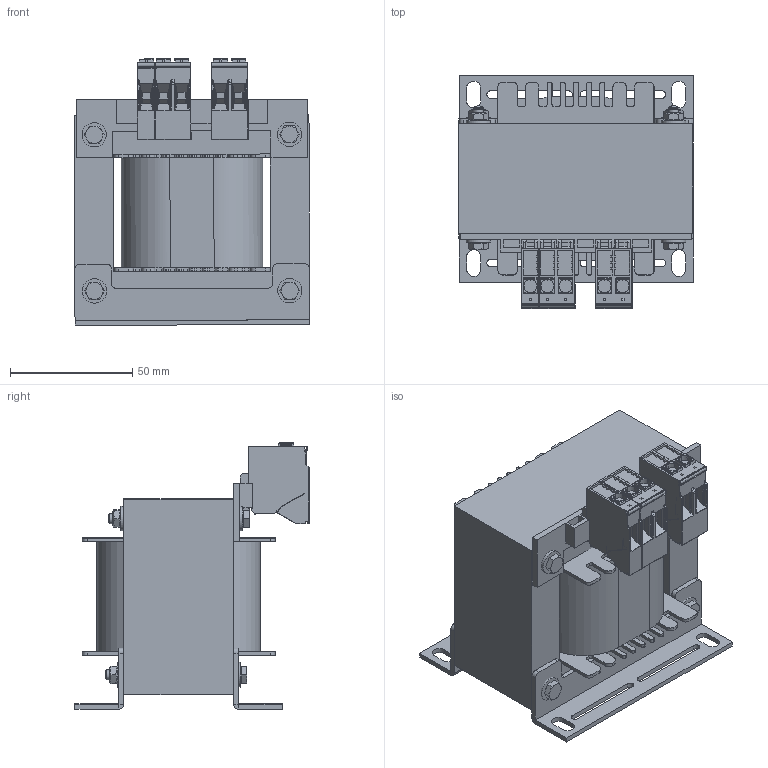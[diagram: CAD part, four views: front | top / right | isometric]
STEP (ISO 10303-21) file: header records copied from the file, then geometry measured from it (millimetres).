
FILE_DESCRIPTION(/* description */ (''),/* implementation_level */ '2;1');
FILE_NAME(/* name */ 'TNA01203200.stp',/* time_stamp */ '2023-09-05T12:44:41+02:00',/* author */ ('velazquez'),/* organization */ (''),/* preprocessor_version */ 'ST-DEVELOPER v19.2',/* originating_system */ 'Autodesk Inventor 2023',/* authorisation */ '');
FILE_SCHEMA (('AUTOMOTIVE_DESIGN { 1 0 10303 214 3 1 1 }'));
Products named in the file (11): TNA01203200; EI96 x 80 - 45 (RC32); EI96; AF32DIN; 96 X 80 - 45 RC 32; centrador M4; DIN 933 - M4  x 55; DIN 934 - M4; 1226_TKS_4_2_F NARANJA; 1226_TKS_4_2_F; 1225_TKS_4_1_F (TIERRA)
Assembly tree (24 placements, depth 2):
  TNA01203200
    EI96 x 80 - 45 (RC32)
    EI96
    AF32DIN  x2
    96 X 80 - 45 RC 32
    centrador M4  x8
    DIN 933 - M4  x 55  x4
    DIN 934 - M4  x4
    1226_TKS_4_2_F NARANJA
    1226_TKS_4_2_F
    1225_TKS_4_1_F (TIERRA)
Bounding box: 96.14 x 95.95 x 109.12 mm (x, y, z)
Volume: 418311.8 mm3; surface area: 112676.6 mm2
Topology: 24 solids, 24 shells, 5325 faces, 14796 edges, 9642 vertices
Faces by surface type: plane 4333, cylinder 688, bspline 144, torus 108, cone 48, sphere 4
Full cylindrical faces by diameter (mm): 3.242 x4, 3.621 x4, 4 x14, 4.9 x8, 5.5 x4, 5.8 x4, 5.9 x4, 10 x8
Entity records: 172927 total; most frequent: CARTESIAN_POINT 34493, ORIENTED_EDGE 28752, DIRECTION 25811, EDGE_CURVE 14376, LINE 12681, VECTOR 12681, VERTEX_POINT 9386, AXIS2_PLACEMENT_3D 6565
